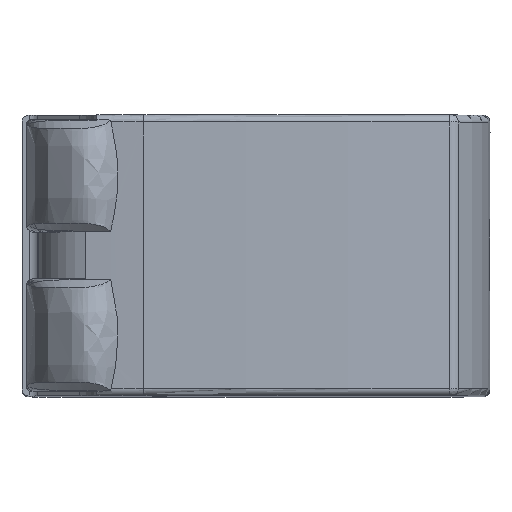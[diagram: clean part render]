
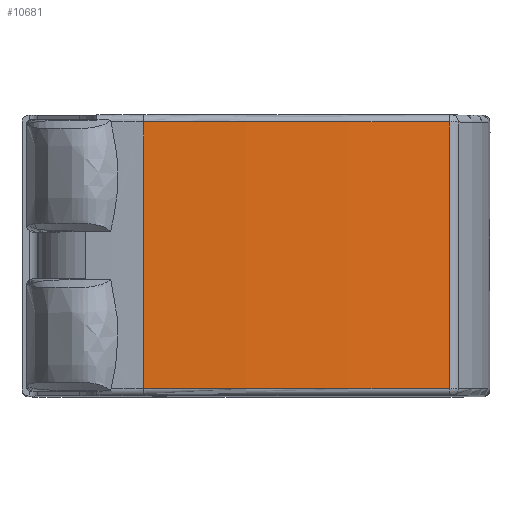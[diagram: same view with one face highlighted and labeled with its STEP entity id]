
A CAD part, top view. The second image highlights one B-rep face of the part: STEP entity #10681.
In plain terms, the highlighted cylindrical face has radius 137.017 mm (diameter 274.034 mm), a partial arc.
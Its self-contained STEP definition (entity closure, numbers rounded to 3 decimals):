
#1129=LINE('',#43145,#1801);
#1130=LINE('',#43176,#1802);
#1801=VECTOR('',#14963,1.);
#1802=VECTOR('',#14978,1.);
#2167=CYLINDRICAL_SURFACE('',#11906,137.017);
#2750=FACE_OUTER_BOUND('',#3356,.T.);
#3356=EDGE_LOOP('',(#9720,#9721,#9722,#9723));
#3993=CIRCLE('',#11905,137.017);
#3994=CIRCLE('',#11907,137.017);
#5057=VERTEX_POINT('',#43139);
#5058=VERTEX_POINT('',#43144);
#5061=VERTEX_POINT('',#43162);
#5062=VERTEX_POINT('',#43175);
#6678=EDGE_CURVE('',#5057,#5058,#1129,.T.);
#6684=EDGE_CURVE('',#5061,#5058,#3993,.T.);
#6685=EDGE_CURVE('',#5061,#5062,#1130,.T.);
#6686=EDGE_CURVE('',#5062,#5057,#3994,.T.);
#9720=ORIENTED_EDGE('',*,*,#6684,.F.);
#9721=ORIENTED_EDGE('',*,*,#6685,.T.);
#9722=ORIENTED_EDGE('',*,*,#6686,.T.);
#9723=ORIENTED_EDGE('',*,*,#6678,.T.);
#10681=ADVANCED_FACE('',(#2750),#2167,.T.);
#11905=AXIS2_PLACEMENT_3D('',#43173,#14974,#14975);
#11906=AXIS2_PLACEMENT_3D('',#43174,#14976,#14977);
#11907=AXIS2_PLACEMENT_3D('',#43177,#14979,#14980);
#14963=DIRECTION('',(0.,1.,0.));
#14974=DIRECTION('center_axis',(0.,1.,0.));
#14975=DIRECTION('ref_axis',(0.,0.,1.));
#14976=DIRECTION('center_axis',(0.,-1.,0.));
#14977=DIRECTION('ref_axis',(0.,0.,1.));
#14978=DIRECTION('',(0.,-1.,0.));
#14979=DIRECTION('center_axis',(0.,1.,0.));
#14980=DIRECTION('ref_axis',(0.,0.,-1.));
#43139=CARTESIAN_POINT('',(1.776,-11.7,2.962));
#43144=CARTESIAN_POINT('',(1.776,-0.3,2.962));
#43145=CARTESIAN_POINT('',(1.776,-0.3,2.962));
#43162=CARTESIAN_POINT('',(-11.303,-0.3,3.587));
#43173=CARTESIAN_POINT('Origin',(-11.303,-0.3,-133.429));
#43174=CARTESIAN_POINT('Origin',(-11.303,-0.3,-133.429));
#43175=CARTESIAN_POINT('',(-11.303,-11.7,3.587));
#43176=CARTESIAN_POINT('',(-11.303,-0.3,3.587));
#43177=CARTESIAN_POINT('Origin',(-11.303,-11.7,-133.429));
